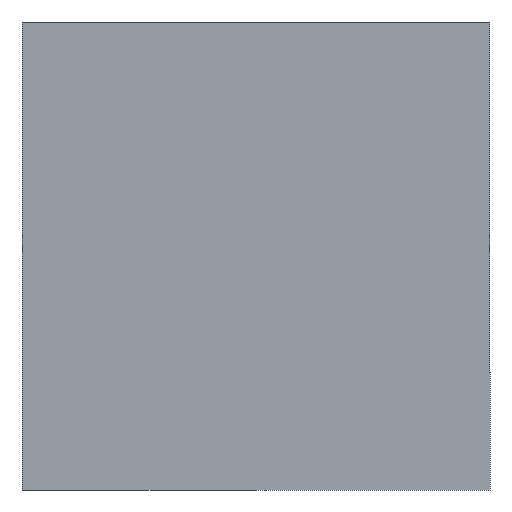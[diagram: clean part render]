
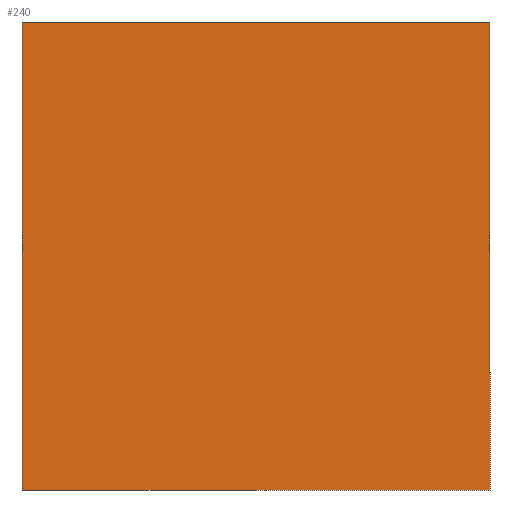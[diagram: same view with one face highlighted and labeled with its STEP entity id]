
A CAD part, front view. The second image highlights one B-rep face of the part: STEP entity #240.
In plain terms, the highlighted planar face has unit normal (0, -1, 0).
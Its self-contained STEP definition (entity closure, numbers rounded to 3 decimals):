
#2 = LINE ( 'NONE', #74, #259 ) ;
#6 = LINE ( 'NONE', #10, #118 ) ;
#10 = CARTESIAN_POINT ( 'NONE',  ( -265.406, 0., -115.375 ) ) ;
#16 = VERTEX_POINT ( 'NONE', #219 ) ;
#19 = EDGE_LOOP ( 'NONE', ( #175, #198, #215, #217 ) ) ;
#22 = DIRECTION ( 'NONE',  ( -1., 0., 0. ) ) ;
#23 = CARTESIAN_POINT ( 'NONE',  ( -265.406, 0., -15.375 ) ) ;
#31 = DIRECTION ( 'NONE',  ( 0., 0., -1. ) ) ;
#40 = EDGE_CURVE ( 'NONE', #269, #16, #2, .T. ) ;
#74 = CARTESIAN_POINT ( 'NONE',  ( -265.406, 0., -115.375 ) ) ;
#77 = FACE_OUTER_BOUND ( 'NONE', #19, .T. ) ;
#82 = DIRECTION ( 'NONE',  ( 1., 0., 0. ) ) ;
#98 = EDGE_CURVE ( 'NONE', #193, #269, #249, .T. ) ;
#118 = VECTOR ( 'NONE', #157, 1000. ) ;
#124 = LINE ( 'NONE', #220, #165 ) ;
#128 = DIRECTION ( 'NONE',  ( 0., 0., 1. ) ) ;
#157 = DIRECTION ( 'NONE',  ( 0., 0., 1. ) ) ;
#165 = VECTOR ( 'NONE', #82, 1000. ) ;
#173 = VECTOR ( 'NONE', #31, 1000. ) ;
#175 = ORIENTED_EDGE ( 'NONE', *, *, #187, .F. ) ;
#187 = EDGE_CURVE ( 'NONE', #16, #195, #6, .T. ) ;
#193 = VERTEX_POINT ( 'NONE', #247 ) ;
#195 = VERTEX_POINT ( 'NONE', #23 ) ;
#198 = ORIENTED_EDGE ( 'NONE', *, *, #40, .F. ) ;
#201 = PLANE ( 'NONE',  #283 ) ;
#211 = EDGE_CURVE ( 'NONE', #195, #193, #124, .T. ) ;
#215 = ORIENTED_EDGE ( 'NONE', *, *, #98, .F. ) ;
#217 = ORIENTED_EDGE ( 'NONE', *, *, #211, .F. ) ;
#219 = CARTESIAN_POINT ( 'NONE',  ( -265.406, 0., -115.375 ) ) ;
#220 = CARTESIAN_POINT ( 'NONE',  ( -265.406, 0., -15.375 ) ) ;
#230 = CARTESIAN_POINT ( 'NONE',  ( -165.406, 0., -115.375 ) ) ;
#240 = ADVANCED_FACE ( 'NONE', ( #77 ), #201, .F. ) ;
#247 = CARTESIAN_POINT ( 'NONE',  ( -165.406, 0., -15.375 ) ) ;
#249 = LINE ( 'NONE', #251, #173 ) ;
#250 = DIRECTION ( 'NONE',  ( 0., 1., 0. ) ) ;
#251 = CARTESIAN_POINT ( 'NONE',  ( -165.406, 0., -115.375 ) ) ;
#259 = VECTOR ( 'NONE', #22, 1000. ) ;
#269 = VERTEX_POINT ( 'NONE', #230 ) ;
#283 = AXIS2_PLACEMENT_3D ( 'NONE', #302, #250, #128 ) ;
#302 = CARTESIAN_POINT ( 'NONE',  ( 0., 0., 0. ) ) ;
